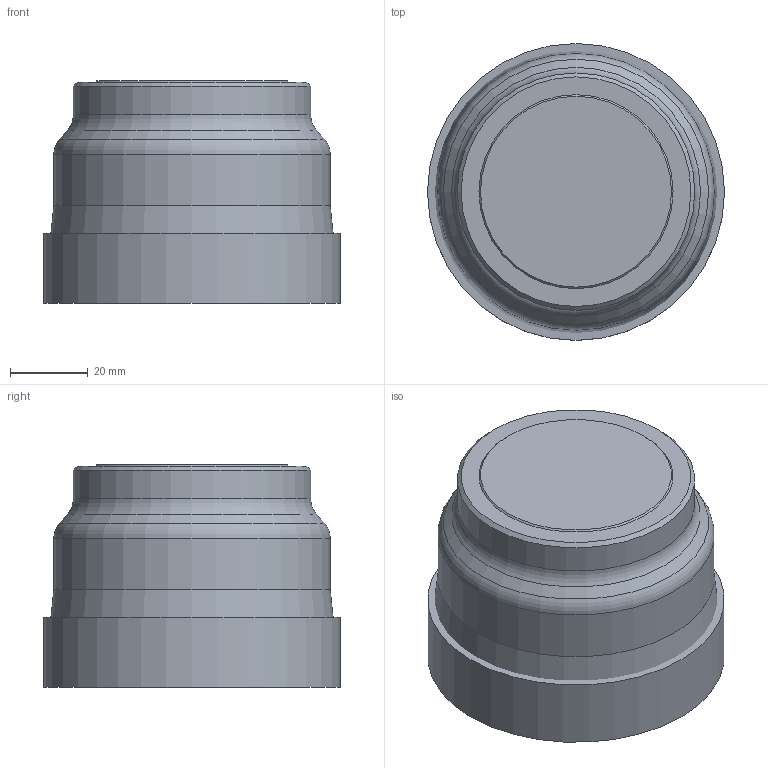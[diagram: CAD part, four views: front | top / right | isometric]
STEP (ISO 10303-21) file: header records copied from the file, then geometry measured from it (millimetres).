
FILE_DESCRIPTION(/* description */ ('3-D model version:1'),/* implementation_level */ '2;1');
FILE_NAME(/* name */ 'RA790-076R25S1-22M',/* time_stamp */ '2015-10-15T09:57:00+02:00',/* author */ ('InteractiveCad'),/* organization */ ('AB Sandvik Coromant'),/* preprocessor_version */ 'ST-DEVELOPER v15',/* originating_system */ 'SIEMENS PLM Software NX 8.5',/* authorisation */ '');
FILE_SCHEMA (('AP203_CONFIGURATION_CONTROLLED_3D_DESIGN_OF_MECHANICAL_PARTS_AND_ASSEMBLIES_MIM_LF { 1 0 10303 403 2 1 2}'));
Length unit declared in the file: millimetre
Products named in the file (1): RA790_076R25S1_22M_SIM
Bounding box: 76.2 x 76.2 x 57.15 mm (x, y, z)
Volume: 246704.1 mm3; surface area: 32275.3 mm2
Topology: 2 solids, 2 shells, 22 faces, 39 edges, 23 vertices
Faces by surface type: cone 7, plane 6, torus 5, cylinder 4
Full cylindrical faces by diameter (mm): 44.2 x1, 60.954 x1, 70.954 x1, 76.2 x1
Entity records: 538 total; most frequent: DIRECTION 88, CARTESIAN_POINT 65, AXIS2_PLACEMENT_3D 44, EDGE_LOOP 42, ORIENTED_EDGE 42, FACE_BOUND 40, ADVANCED_FACE 22, VERTEX_POINT 21
